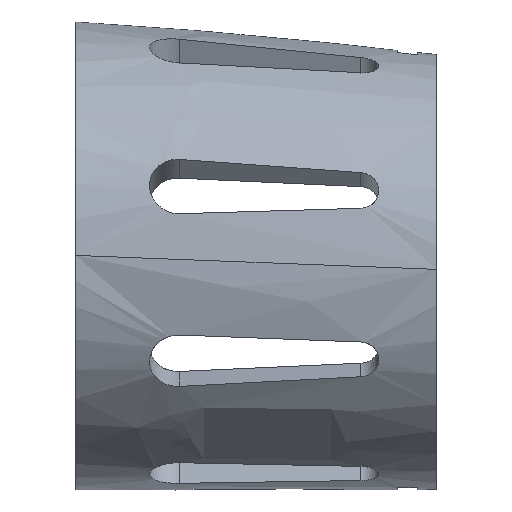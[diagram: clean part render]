
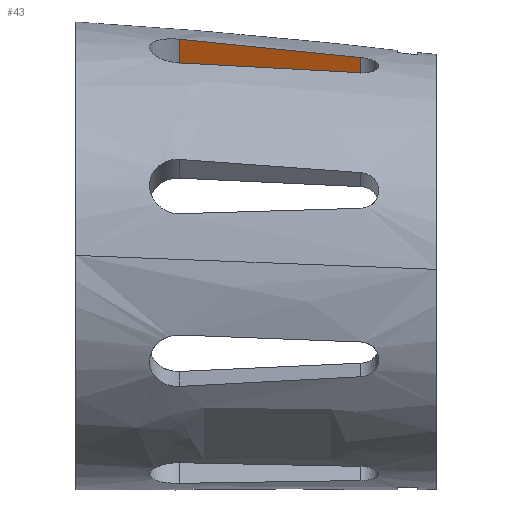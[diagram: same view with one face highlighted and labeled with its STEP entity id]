
A CAD part, left-side view. The second image highlights one B-rep face of the part: STEP entity #43.
In plain terms, the highlighted free-form (B-spline) face has degree [1, 2] with [2, 3] control points.
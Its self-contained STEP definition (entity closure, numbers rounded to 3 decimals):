
#43=ADVANCED_FACE('',(#121),#973,.T.);
#121=FACE_OUTER_BOUND('',#194,.T.);
#194=EDGE_LOOP('',(#407,#408,#409,#410));
#407=ORIENTED_EDGE('',*,*,#615,.T.);
#408=ORIENTED_EDGE('',*,*,#622,.T.);
#409=ORIENTED_EDGE('',*,*,#619,.F.);
#410=ORIENTED_EDGE('',*,*,#624,.F.);
#615=EDGE_CURVE('',#907,#905,#804,.T.);
#619=EDGE_CURVE('',#911,#909,#808,.T.);
#622=EDGE_CURVE('',#905,#909,#728,.T.);
#624=EDGE_CURVE('',#907,#911,#730,.T.);
#728=(
BOUNDED_CURVE()
B_SPLINE_CURVE(1,(#2315,#2316),.UNSPECIFIED.,.F.,.F.)
B_SPLINE_CURVE_WITH_KNOTS((2,2),(2.065,4.066),
 .UNSPECIFIED.)
CURVE()
GEOMETRIC_REPRESENTATION_ITEM()
RATIONAL_B_SPLINE_CURVE((1.,1.))
REPRESENTATION_ITEM('')
);
#730=(
BOUNDED_CURVE()
B_SPLINE_CURVE(1,(#2319,#2320),.UNSPECIFIED.,.F.,.F.)
B_SPLINE_CURVE_WITH_KNOTS((2,2),(2.006,4.893),
 .UNSPECIFIED.)
CURVE()
GEOMETRIC_REPRESENTATION_ITEM()
RATIONAL_B_SPLINE_CURVE((1.,1.))
REPRESENTATION_ITEM('')
);
#804=B_SPLINE_CURVE_WITH_KNOTS('',3,(#2232,#2233,#2234,#2235),
 .UNSPECIFIED.,.F.,.F.,(4,4),(0.,9.487),.UNSPECIFIED.);
#808=B_SPLINE_CURVE_WITH_KNOTS('',3,(#2275,#2276,#2277,#2278,#2279,#2280,
#2281,#2282,#2283,#2284),.UNSPECIFIED.,.F.,.F.,(4,3,3,4),(0.,1.268,
7.985,9.523),.UNSPECIFIED.);
#905=VERTEX_POINT('',#1725);
#907=VERTEX_POINT('',#1727);
#909=VERTEX_POINT('',#1729);
#911=VERTEX_POINT('',#1731);
#973=(
BOUNDED_SURFACE()
B_SPLINE_SURFACE(1,2,((#1399,#1400,#1401),(#1402,#1403,#1404)),
 .UNSPECIFIED.,.F.,.F.,.F.)
B_SPLINE_SURFACE_WITH_KNOTS((2,2),(3,3),(0.,8.),(26.739,36.226),
 .UNSPECIFIED.)
GEOMETRIC_REPRESENTATION_ITEM()
RATIONAL_B_SPLINE_SURFACE(((1.,1.,1.),(1.,1.,1.)))
REPRESENTATION_ITEM('')
SURFACE()
);
#1399=CARTESIAN_POINT('',(-2.096,-126.254,2.465));
#1400=CARTESIAN_POINT('',(-1.865,-121.517,2.56));
#1401=CARTESIAN_POINT('',(-1.635,-116.78,2.656));
#1402=CARTESIAN_POINT('',(-5.158,-126.254,9.856));
#1403=CARTESIAN_POINT('',(-4.927,-121.517,9.951));
#1404=CARTESIAN_POINT('',(-4.696,-116.78,10.047));
#1725=CARTESIAN_POINT('',(-2.886,-126.254,4.372));
#1727=CARTESIAN_POINT('',(-2.403,-116.78,4.509));
#1729=CARTESIAN_POINT('',(-3.652,-126.254,6.221));
#1731=CARTESIAN_POINT('',(-3.507,-116.78,7.176));
#2232=CARTESIAN_POINT('',(-2.403,-116.78,4.509));
#2233=CARTESIAN_POINT('',(-2.565,-119.938,4.467));
#2234=CARTESIAN_POINT('',(-2.727,-123.096,4.422));
#2235=CARTESIAN_POINT('',(-2.886,-126.254,4.372));
#2275=CARTESIAN_POINT('',(-3.507,-116.78,7.176));
#2276=CARTESIAN_POINT('',(-3.516,-117.201,7.139));
#2277=CARTESIAN_POINT('',(-3.524,-117.622,7.1));
#2278=CARTESIAN_POINT('',(-3.532,-118.042,7.062));
#2279=CARTESIAN_POINT('',(-3.574,-120.271,6.855));
#2280=CARTESIAN_POINT('',(-3.608,-122.499,6.632));
#2281=CARTESIAN_POINT('',(-3.635,-124.725,6.39));
#2282=CARTESIAN_POINT('',(-3.641,-125.234,6.335));
#2283=CARTESIAN_POINT('',(-3.647,-125.744,6.278));
#2284=CARTESIAN_POINT('',(-3.652,-126.254,6.221));
#2315=CARTESIAN_POINT('',(-2.886,-126.254,4.372));
#2316=CARTESIAN_POINT('',(-3.652,-126.254,6.221));
#2319=CARTESIAN_POINT('',(-2.403,-116.78,4.509));
#2320=CARTESIAN_POINT('',(-3.507,-116.78,7.176));
